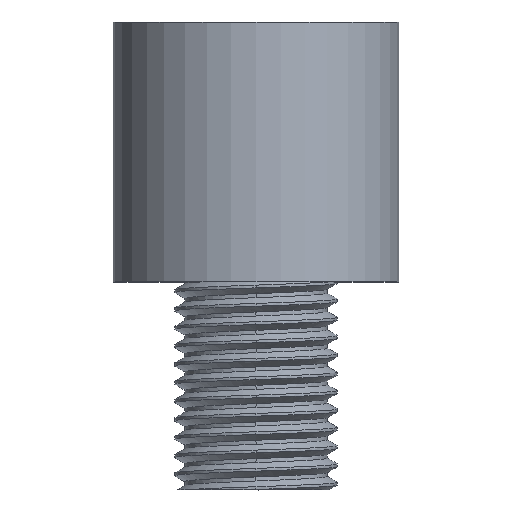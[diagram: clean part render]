
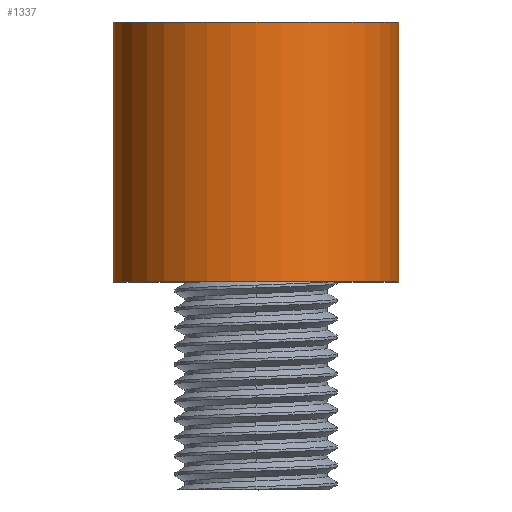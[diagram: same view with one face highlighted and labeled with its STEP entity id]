
A CAD part, top view. The second image highlights one B-rep face of the part: STEP entity #1337.
In plain terms, the highlighted cylindrical face has radius 5.5 mm (diameter 11 mm), a full revolution.
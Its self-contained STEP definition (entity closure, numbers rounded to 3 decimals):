
#95=FACE_OUTER_BOUND('',#169,.T.);
#169=EDGE_LOOP('',(#1181,#1182,#1183,#1184));
#186=CIRCLE('',#1430,5.5);
#187=CIRCLE('',#1431,5.5);
#382=LINE('',#6280,#443);
#443=VECTOR('',#1648,5.5);
#580=VERTEX_POINT('',#6277);
#581=VERTEX_POINT('',#6279);
#785=EDGE_CURVE('',#580,#580,#186,.T.);
#786=EDGE_CURVE('',#580,#581,#382,.T.);
#787=EDGE_CURVE('',#581,#581,#187,.T.);
#1181=ORIENTED_EDGE('',*,*,#785,.T.);
#1182=ORIENTED_EDGE('',*,*,#786,.T.);
#1183=ORIENTED_EDGE('',*,*,#787,.F.);
#1184=ORIENTED_EDGE('',*,*,#786,.F.);
#1267=CYLINDRICAL_SURFACE('',#1429,5.5);
#1337=ADVANCED_FACE('',(#95),#1267,.T.);
#1429=AXIS2_PLACEMENT_3D('',#6276,#1644,#1645);
#1430=AXIS2_PLACEMENT_3D('',#6278,#1646,#1647);
#1431=AXIS2_PLACEMENT_3D('',#6281,#1649,#1650);
#1644=DIRECTION('center_axis',(0.,-1.,0.));
#1645=DIRECTION('ref_axis',(0.,0.,-1.));
#1646=DIRECTION('center_axis',(0.,1.,0.));
#1647=DIRECTION('ref_axis',(0.,0.,1.));
#1648=DIRECTION('',(0.,1.,0.));
#1649=DIRECTION('center_axis',(0.,1.,0.));
#1650=DIRECTION('ref_axis',(0.,0.,1.));
#6276=CARTESIAN_POINT('Origin',(0.,18.,0.));
#6277=CARTESIAN_POINT('',(0.,8.,5.5));
#6278=CARTESIAN_POINT('Origin',(0.,8.,0.));
#6279=CARTESIAN_POINT('',(0.,18.,5.5));
#6280=CARTESIAN_POINT('',(0.,18.,5.5));
#6281=CARTESIAN_POINT('Origin',(0.,18.,0.));
